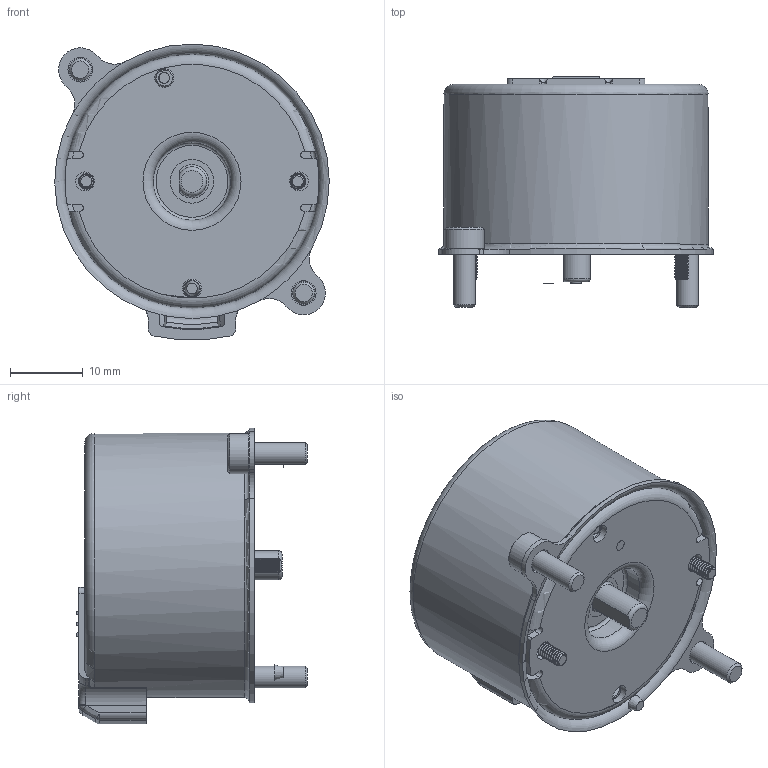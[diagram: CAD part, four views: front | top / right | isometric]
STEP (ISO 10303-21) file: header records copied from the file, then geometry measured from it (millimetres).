
FILE_DESCRIPTION(/* description */ (''),/* implementation_level */ '2;1');
FILE_NAME(/* name */ 'NMM1.stp',/* time_stamp */ '2021-11-23T10:33:09+01:00',/* author */ ('angelika.schneid'),/* organization */ (''),/* preprocessor_version */ 'ST-DEVELOPER v17.2',/* originating_system */ 'Autodesk Inventor 2019',/* authorisation */ '');
FILE_SCHEMA (('AUTOMOTIVE_DESIGN { 1 0 10303 214 3 1 1 }'));
Length unit declared in the file: millimetre
Products named in the file (1): Bauteil99
Bounding box: 37.8 x 31.8 x 40.73 mm (x, y, z)
Volume: 5593.9 mm3; surface area: 12887.9 mm2
Topology: 13 solids, 13 shells, 688 faces, 1855 edges, 1205 vertices
Faces by surface type: plane 280, cylinder 198, cone 101, torus 52, bspline 51, sphere 6
Full cylindrical faces by diameter (mm): 1.567 x18, 1.65 x2, 2 x16, 2.2 x2, 2.6 x4, 2.95 x1, 3 x2, 3.05 x1, 3.4 x2, 4 x2, 4.5 x2, 5.5 x2, 6 x1, 10.7 x1, 12.7 x1, 35 x1, 36.4 x1
Entity records: 30634 total; most frequent: CARTESIAN_POINT 12983, ORIENTED_EDGE 3698, DIRECTION 3392, EDGE_CURVE 1849, AXIS2_PLACEMENT_3D 1288, VERTEX_POINT 1205, LINE 816, VECTOR 816
